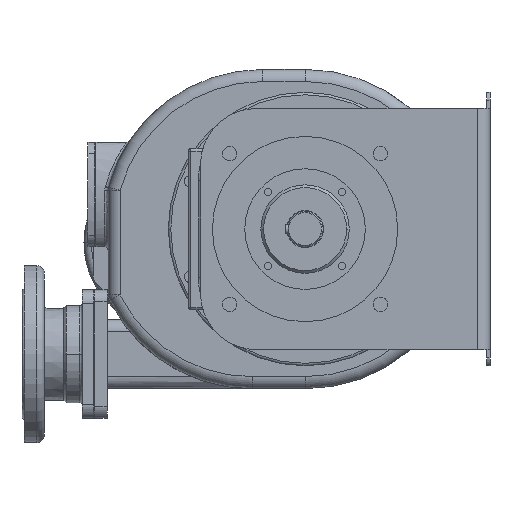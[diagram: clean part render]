
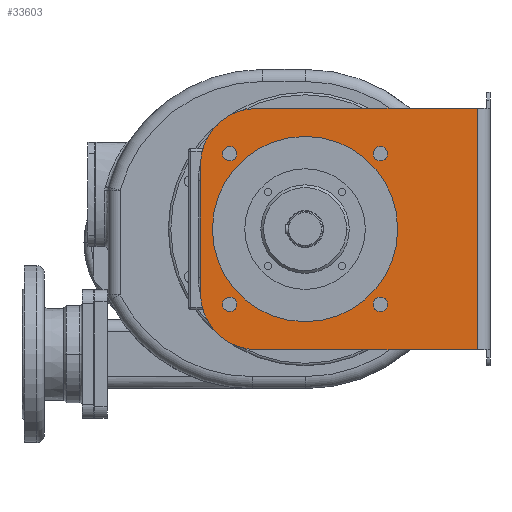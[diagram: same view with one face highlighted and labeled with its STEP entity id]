
A CAD part, left-side view. The second image highlights one B-rep face of the part: STEP entity #33603.
In plain terms, the highlighted planar face has unit normal (-1, 0, 0).
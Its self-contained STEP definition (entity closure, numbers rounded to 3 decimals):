
#8208=DIRECTION('',(0.,0.,1.));
#8209=VECTOR('',#8208,300.);
#8210=CARTESIAN_POINT('',(-467.5,-14.,-150.));
#8211=LINE('',#8210,#8209);
#8387=CARTESIAN_POINT('',(-467.5,260.,-80.));
#8388=DIRECTION('',(1.,0.,0.));
#8389=DIRECTION('',(0.,0.,-1.));
#8390=AXIS2_PLACEMENT_3D('',#8387,#8388,#8389);
#8392=DIRECTION('',(0.,0.,1.));
#8393=VECTOR('',#8392,160.);
#8394=CARTESIAN_POINT('',(-467.5,330.,-80.));
#8395=LINE('',#8394,#8393);
#8396=CARTESIAN_POINT('',(-467.5,260.,80.));
#8397=DIRECTION('',(1.,0.,0.));
#8398=DIRECTION('',(0.,1.,0.));
#8399=AXIS2_PLACEMENT_3D('',#8396,#8397,#8398);
#8401=DIRECTION('',(0.,-1.,0.));
#8402=VECTOR('',#8401,274.);
#8403=CARTESIAN_POINT('',(-467.5,260.,150.));
#8404=LINE('',#8403,#8402);
#8405=DIRECTION('',(0.,1.,0.));
#8406=VECTOR('',#8405,274.);
#8407=CARTESIAN_POINT('',(-467.5,-14.,-150.));
#8408=LINE('',#8407,#8406);
#8409=CARTESIAN_POINT('',(-467.5,200.,0.));
#8410=DIRECTION('',(-1.,0.,0.));
#8411=DIRECTION('',(0.,-1.,0.));
#8412=AXIS2_PLACEMENT_3D('',#8409,#8410,#8411);
#8414=CARTESIAN_POINT('',(-467.5,200.,0.));
#8415=DIRECTION('',(-1.,0.,0.));
#8416=DIRECTION('',(0.,1.,0.));
#8417=AXIS2_PLACEMENT_3D('',#8414,#8415,#8416);
#8419=CARTESIAN_POINT('',(-467.5,293.692,-93.692));
#8420=DIRECTION('',(-1.,0.,0.));
#8421=DIRECTION('',(0.,-1.,0.));
#8422=AXIS2_PLACEMENT_3D('',#8419,#8420,#8421);
#8424=CARTESIAN_POINT('',(-467.5,293.692,-93.692));
#8425=DIRECTION('',(-1.,0.,0.));
#8426=DIRECTION('',(0.,1.,0.));
#8427=AXIS2_PLACEMENT_3D('',#8424,#8425,#8426);
#8429=CARTESIAN_POINT('',(-467.5,106.308,-93.692));
#8430=DIRECTION('',(-1.,0.,0.));
#8431=DIRECTION('',(0.,0.,1.));
#8432=AXIS2_PLACEMENT_3D('',#8429,#8430,#8431);
#8434=CARTESIAN_POINT('',(-467.5,106.308,-93.692));
#8435=DIRECTION('',(-1.,0.,0.));
#8436=DIRECTION('',(0.,0.,-1.));
#8437=AXIS2_PLACEMENT_3D('',#8434,#8435,#8436);
#8439=CARTESIAN_POINT('',(-467.5,106.308,93.692));
#8440=DIRECTION('',(-1.,0.,0.));
#8441=DIRECTION('',(0.,1.,0.));
#8442=AXIS2_PLACEMENT_3D('',#8439,#8440,#8441);
#8444=CARTESIAN_POINT('',(-467.5,106.308,93.692));
#8445=DIRECTION('',(-1.,0.,0.));
#8446=DIRECTION('',(0.,-1.,0.));
#8447=AXIS2_PLACEMENT_3D('',#8444,#8445,#8446);
#8449=CARTESIAN_POINT('',(-467.5,293.692,93.692));
#8450=DIRECTION('',(-1.,0.,0.));
#8451=DIRECTION('',(0.,0.,-1.));
#8452=AXIS2_PLACEMENT_3D('',#8449,#8450,#8451);
#8454=CARTESIAN_POINT('',(-467.5,293.692,93.692));
#8455=DIRECTION('',(-1.,0.,0.));
#8456=DIRECTION('',(0.,0.,1.));
#8457=AXIS2_PLACEMENT_3D('',#8454,#8455,#8456);
#23895=CARTESIAN_POINT('',(-467.5,260.,-150.));
#23897=VERTEX_POINT('',#23895);
#23898=CARTESIAN_POINT('',(-467.5,84.8,0.));
#23899=CARTESIAN_POINT('',(-467.5,315.2,0.));
#23900=VERTEX_POINT('',#23898);
#23901=VERTEX_POINT('',#23899);
#23906=CARTESIAN_POINT('',(-467.5,-14.,-150.));
#23907=VERTEX_POINT('',#23906);
#23908=CARTESIAN_POINT('',(-467.5,-14.,150.));
#23909=VERTEX_POINT('',#23908);
#23910=CARTESIAN_POINT('',(-467.5,260.,150.));
#23911=VERTEX_POINT('',#23910);
#23958=CARTESIAN_POINT('',(-467.5,330.,-80.));
#23959=VERTEX_POINT('',#23958);
#23960=CARTESIAN_POINT('',(-467.5,330.,80.));
#23961=VERTEX_POINT('',#23960);
#23962=CARTESIAN_POINT('',(-467.5,284.692,-93.692));
#23963=CARTESIAN_POINT('',(-467.5,302.692,-93.692));
#23964=VERTEX_POINT('',#23962);
#23965=VERTEX_POINT('',#23963);
#23966=CARTESIAN_POINT('',(-467.5,106.308,-84.692));
#23967=CARTESIAN_POINT('',(-467.5,106.308,-102.692));
#23968=VERTEX_POINT('',#23966);
#23969=VERTEX_POINT('',#23967);
#23970=CARTESIAN_POINT('',(-467.5,115.308,93.692));
#23971=CARTESIAN_POINT('',(-467.5,97.308,93.692));
#23972=VERTEX_POINT('',#23970);
#23973=VERTEX_POINT('',#23971);
#23974=CARTESIAN_POINT('',(-467.5,293.692,84.692));
#23975=CARTESIAN_POINT('',(-467.5,293.692,102.692));
#23976=VERTEX_POINT('',#23974);
#23977=VERTEX_POINT('',#23975);
#33560=CARTESIAN_POINT('',(-467.5,200.,0.));
#33561=DIRECTION('',(1.,0.,0.));
#33562=DIRECTION('',(0.,0.,-1.));
#33563=AXIS2_PLACEMENT_3D('',#33560,#33561,#33562);
#33564=PLANE('',#33563);
#33565=ORIENTED_EDGE('',*,*,#33554,.T.);
#33566=ORIENTED_EDGE('',*,*,#33294,.T.);
#33567=ORIENTED_EDGE('',*,*,#33313,.T.);
#33568=ORIENTED_EDGE('',*,*,#33327,.T.);
#33569=ORIENTED_EDGE('',*,*,#33357,.F.);
#33570=ORIENTED_EDGE('',*,*,#33541,.T.);
#33571=EDGE_LOOP('',(#33565,#33566,#33567,#33568,#33569,#33570));
#33572=FACE_OUTER_BOUND('',#33571,.F.);
#33574=ORIENTED_EDGE('',*,*,#33573,.T.);
#33576=ORIENTED_EDGE('',*,*,#33575,.T.);
#33577=EDGE_LOOP('',(#33574,#33576));
#33578=FACE_BOUND('',#33577,.F.);
#33580=ORIENTED_EDGE('',*,*,#33579,.T.);
#33582=ORIENTED_EDGE('',*,*,#33581,.T.);
#33583=EDGE_LOOP('',(#33580,#33582));
#33584=FACE_BOUND('',#33583,.F.);
#33586=ORIENTED_EDGE('',*,*,#33585,.T.);
#33588=ORIENTED_EDGE('',*,*,#33587,.T.);
#33589=EDGE_LOOP('',(#33586,#33588));
#33590=FACE_BOUND('',#33589,.F.);
#33592=ORIENTED_EDGE('',*,*,#33591,.T.);
#33594=ORIENTED_EDGE('',*,*,#33593,.T.);
#33595=EDGE_LOOP('',(#33592,#33594));
#33596=FACE_BOUND('',#33595,.F.);
#33598=ORIENTED_EDGE('',*,*,#33597,.T.);
#33600=ORIENTED_EDGE('',*,*,#33599,.T.);
#33601=EDGE_LOOP('',(#33598,#33600));
#33602=FACE_BOUND('',#33601,.F.);
#33603=ADVANCED_FACE('',(#33572,#33578,#33584,#33590,#33596,#33602),#33564,.F.);
#8391=CIRCLE('',#8390,70.);
#8400=CIRCLE('',#8399,70.);
#8413=CIRCLE('',#8412,115.2);
#8418=CIRCLE('',#8417,115.2);
#8423=CIRCLE('',#8422,9.);
#8428=CIRCLE('',#8427,9.);
#8433=CIRCLE('',#8432,9.);
#8438=CIRCLE('',#8437,9.);
#8443=CIRCLE('',#8442,9.);
#8448=CIRCLE('',#8447,9.);
#8453=CIRCLE('',#8452,9.);
#8458=CIRCLE('',#8457,9.);
#33294=EDGE_CURVE('',#23959,#23961,#8395,.T.);
#33313=EDGE_CURVE('',#23961,#23911,#8400,.T.);
#33327=EDGE_CURVE('',#23911,#23909,#8404,.T.);
#33357=EDGE_CURVE('',#23907,#23909,#8211,.T.);
#33541=EDGE_CURVE('',#23907,#23897,#8408,.T.);
#33554=EDGE_CURVE('',#23897,#23959,#8391,.T.);
#33573=EDGE_CURVE('',#23900,#23901,#8413,.T.);
#33575=EDGE_CURVE('',#23901,#23900,#8418,.T.);
#33579=EDGE_CURVE('',#23964,#23965,#8423,.T.);
#33581=EDGE_CURVE('',#23965,#23964,#8428,.T.);
#33585=EDGE_CURVE('',#23968,#23969,#8433,.T.);
#33587=EDGE_CURVE('',#23969,#23968,#8438,.T.);
#33591=EDGE_CURVE('',#23972,#23973,#8443,.T.);
#33593=EDGE_CURVE('',#23973,#23972,#8448,.T.);
#33597=EDGE_CURVE('',#23976,#23977,#8453,.T.);
#33599=EDGE_CURVE('',#23977,#23976,#8458,.T.);
